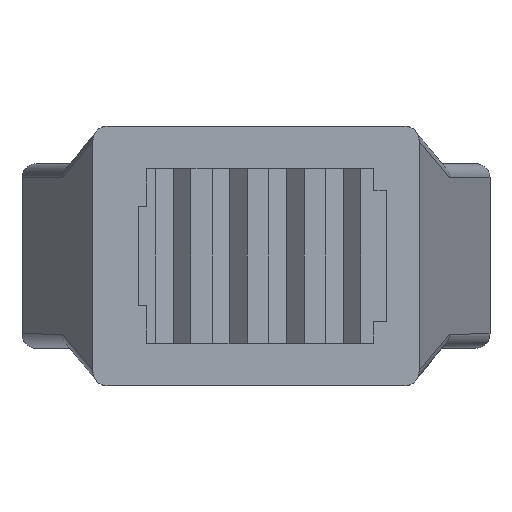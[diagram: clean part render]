
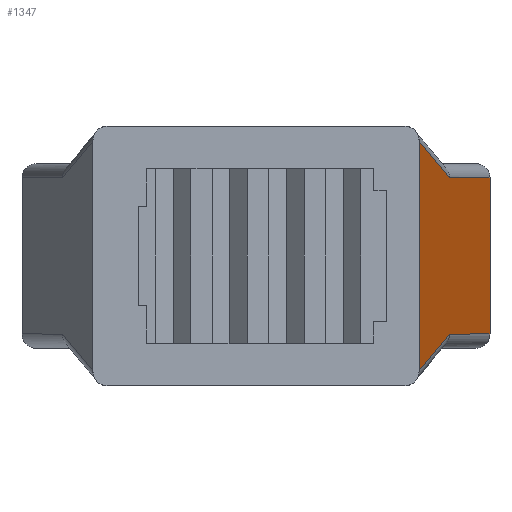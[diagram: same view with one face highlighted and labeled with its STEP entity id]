
A CAD part, left-side view. The second image highlights one B-rep face of the part: STEP entity #1347.
In plain terms, the highlighted planar face has unit normal (-0.217, -0.976, 0).
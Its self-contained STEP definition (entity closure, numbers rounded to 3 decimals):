
#31 = DIRECTION ( 'NONE',  ( 0.217, 0.976, 0. ) ) ;
#105 = VERTEX_POINT ( 'NONE', #3221 ) ;
#246 = CARTESIAN_POINT ( 'NONE',  ( 62.5, -33.001, 25.3 ) ) ;
#278 = DIRECTION ( 'NONE',  ( 0., 0., -1. ) ) ;
#314 = CARTESIAN_POINT ( 'NONE',  ( 36.806, -27.291, 23.3 ) ) ;
#335 = LINE ( 'NONE', #246, #5839 ) ;
#355 = ORIENTED_EDGE ( 'NONE', *, *, #8441, .T. ) ;
#1071 = ORIENTED_EDGE ( 'NONE', *, *, #5562, .T. ) ;
#1154 = VERTEX_POINT ( 'NONE', #1775 ) ;
#1232 = FACE_OUTER_BOUND ( 'NONE', #5597, .T. ) ;
#1347 = ADVANCED_FACE ( 'NONE', ( #1232 ), #8741, .F. ) ;
#1393 = DIRECTION ( 'NONE',  ( 0.945, -0.21, 0.25 ) ) ;
#1440 = DIRECTION ( 'NONE',  ( 0.976, -0.217, 0. ) ) ;
#1662 = EDGE_CURVE ( 'NONE', #105, #8714, #7365, .T. ) ;
#1696 = CARTESIAN_POINT ( 'NONE',  ( 17.5, -23.001, 24.6 ) ) ;
#1775 = CARTESIAN_POINT ( 'NONE',  ( 36.806, -27.291, 1.3 ) ) ;
#1980 = DIRECTION ( 'NONE',  ( -0.945, 0.21, 0.25 ) ) ;
#2145 = VECTOR ( 'NONE', #7324, 1000. ) ;
#2394 = VECTOR ( 'NONE', #1980, 1000. ) ;
#2645 = CARTESIAN_POINT ( 'NONE',  ( 16.983, -22.886, 28.553 ) ) ;
#2693 = VECTOR ( 'NONE', #1440, 1000. ) ;
#2723 = CARTESIAN_POINT ( 'NONE',  ( 4.196, -20.044, -7.342 ) ) ;
#3107 = ORIENTED_EDGE ( 'NONE', *, *, #6031, .T. ) ;
#3141 = VECTOR ( 'NONE', #278, 1000. ) ;
#3221 = CARTESIAN_POINT ( 'NONE',  ( 62.5, -33.001, 23.3 ) ) ;
#3394 = LINE ( 'NONE', #2723, #8264 ) ;
#3757 = VERTEX_POINT ( 'NONE', #8344 ) ;
#3937 = CARTESIAN_POINT ( 'NONE',  ( -4.047, -18.212, 25.3 ) ) ;
#3970 = CARTESIAN_POINT ( 'NONE',  ( 37.5, -27.445, 23.3 ) ) ;
#4083 = VERTEX_POINT ( 'NONE', #8696 ) ;
#4580 = EDGE_CURVE ( 'NONE', #105, #4083, #335, .T. ) ;
#4984 = ORIENTED_EDGE ( 'NONE', *, *, #1662, .T. ) ;
#5562 = EDGE_CURVE ( 'NONE', #8714, #7963, #7425, .T. ) ;
#5597 = EDGE_LOOP ( 'NONE', ( #4984, #1071, #355, #3107, #6079, #8487 ) ) ;
#5734 = DIRECTION ( 'NONE',  ( 0., 0., -1. ) ) ;
#5839 = VECTOR ( 'NONE', #5734, 1000. ) ;
#6031 = EDGE_CURVE ( 'NONE', #3757, #1154, #3394, .T. ) ;
#6079 = ORIENTED_EDGE ( 'NONE', *, *, #7712, .T. ) ;
#6619 = DIRECTION ( 'NONE',  ( -0.976, 0.217, 0. ) ) ;
#7324 = DIRECTION ( 'NONE',  ( -0.976, 0.217, 0. ) ) ;
#7365 = LINE ( 'NONE', #3970, #2145 ) ;
#7415 = CARTESIAN_POINT ( 'NONE',  ( -4.047, -18.212, 1.3 ) ) ;
#7425 = LINE ( 'NONE', #2645, #2394 ) ;
#7504 = LINE ( 'NONE', #7415, #2693 ) ;
#7531 = CARTESIAN_POINT ( 'NONE',  ( 17.5, -23.001, 28.416 ) ) ;
#7712 = EDGE_CURVE ( 'NONE', #1154, #4083, #7504, .T. ) ;
#7754 = LINE ( 'NONE', #1696, #3141 ) ;
#7963 = VERTEX_POINT ( 'NONE', #7531 ) ;
#8264 = VECTOR ( 'NONE', #1393, 1000. ) ;
#8329 = AXIS2_PLACEMENT_3D ( 'NONE', #3937, #31, #6619 ) ;
#8344 = CARTESIAN_POINT ( 'NONE',  ( 17.5, -23.001, -3.816 ) ) ;
#8441 = EDGE_CURVE ( 'NONE', #7963, #3757, #7754, .T. ) ;
#8487 = ORIENTED_EDGE ( 'NONE', *, *, #4580, .F. ) ;
#8696 = CARTESIAN_POINT ( 'NONE',  ( 62.5, -33.001, 1.3 ) ) ;
#8714 = VERTEX_POINT ( 'NONE', #314 ) ;
#8741 = PLANE ( 'NONE',  #8329 ) ;
